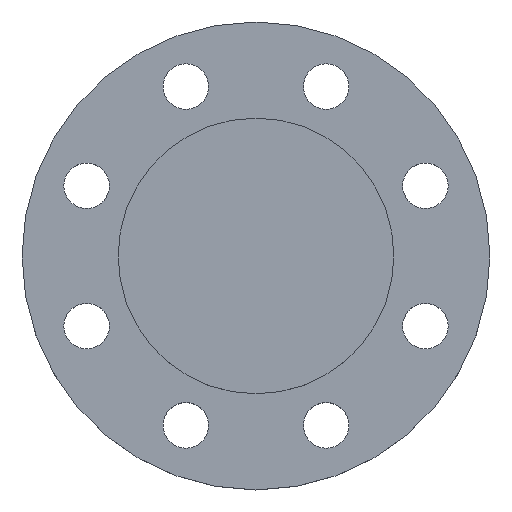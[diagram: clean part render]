
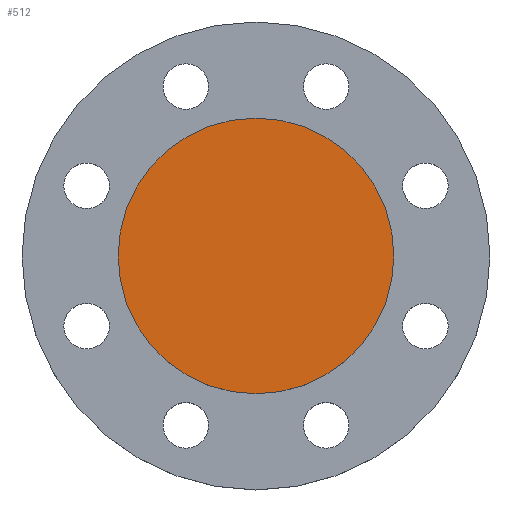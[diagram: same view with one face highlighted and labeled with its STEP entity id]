
A CAD part, top view. The second image highlights one B-rep face of the part: STEP entity #512.
In plain terms, the highlighted planar face has unit normal (0, 0, 1).
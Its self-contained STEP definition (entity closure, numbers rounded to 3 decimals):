
#44 = AXIS2_PLACEMENT_3D ( 'NONE', #784, #68, #403 ) ;
#68 = DIRECTION ( 'NONE',  ( 0., 0., -1. ) ) ;
#105 = DIRECTION ( 'NONE',  ( 0., 0., 1. ) ) ;
#179 = FACE_OUTER_BOUND ( 'NONE', #625, .T. ) ;
#190 = CIRCLE ( 'NONE', #238, 54.5 ) ;
#238 = AXIS2_PLACEMENT_3D ( 'NONE', #1035, #287, #624 ) ;
#265 = AXIS2_PLACEMENT_3D ( 'NONE', #823, #105, #437 ) ;
#287 = DIRECTION ( 'NONE',  ( 0., 0., -1. ) ) ;
#403 = DIRECTION ( 'NONE',  ( -1., 0., 0. ) ) ;
#408 = VERTEX_POINT ( 'NONE', #671 ) ;
#437 = DIRECTION ( 'NONE',  ( 1., 0., 0. ) ) ;
#489 = VERTEX_POINT ( 'NONE', #614 ) ;
#503 = CIRCLE ( 'NONE', #44, 54.5 ) ;
#512 = ADVANCED_FACE ( 'NONE', ( #179 ), #514, .T. ) ;
#514 = PLANE ( 'NONE',  #265 ) ;
#590 = EDGE_CURVE ( 'NONE', #408, #489, #190, .T. ) ;
#614 = CARTESIAN_POINT ( 'NONE',  ( 54.5, 0., 0. ) ) ;
#624 = DIRECTION ( 'NONE',  ( -1., 0., 0. ) ) ;
#625 = EDGE_LOOP ( 'NONE', ( #662, #667 ) ) ;
#662 = ORIENTED_EDGE ( 'NONE', *, *, #590, .F. ) ;
#667 = ORIENTED_EDGE ( 'NONE', *, *, #962, .F. ) ;
#671 = CARTESIAN_POINT ( 'NONE',  ( -54.5, 0., 0. ) ) ;
#784 = CARTESIAN_POINT ( 'NONE',  ( 0., 0., 0. ) ) ;
#823 = CARTESIAN_POINT ( 'NONE',  ( 0., 0., 0. ) ) ;
#962 = EDGE_CURVE ( 'NONE', #489, #408, #503, .T. ) ;
#1035 = CARTESIAN_POINT ( 'NONE',  ( 0., 0., 0. ) ) ;
